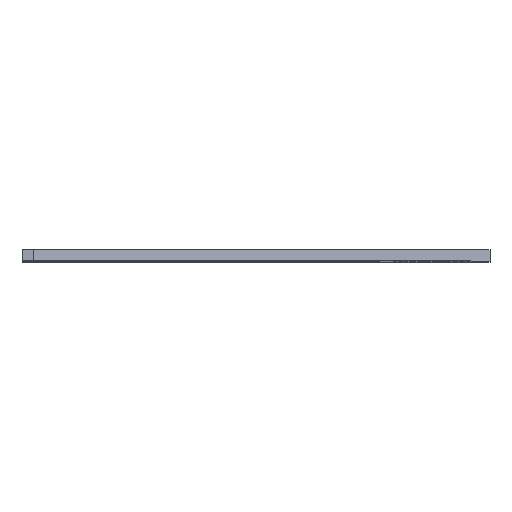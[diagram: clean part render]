
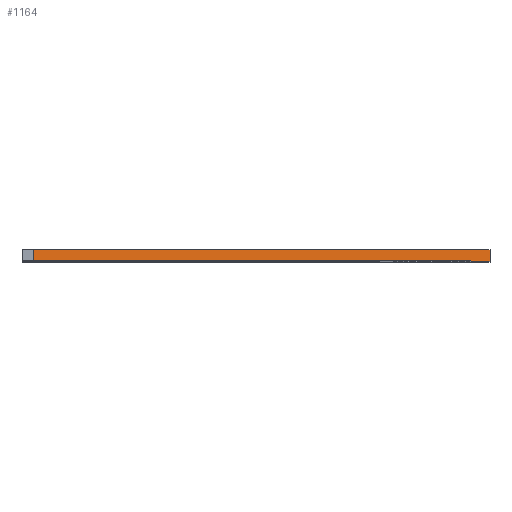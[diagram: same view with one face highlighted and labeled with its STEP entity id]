
A CAD part, top view. The second image highlights one B-rep face of the part: STEP entity #1164.
In plain terms, the highlighted planar face has unit normal (0.174, 0, 0.985).
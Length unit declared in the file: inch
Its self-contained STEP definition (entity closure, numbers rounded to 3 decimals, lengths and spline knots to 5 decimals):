
#46=PLANE('',#1280);
#104=FACE_OUTER_BOUND('',#162,.T.);
#162=EDGE_LOOP('',(#927,#928,#929,#930));
#272=LINE('',#1858,#404);
#273=LINE('',#1861,#405);
#274=LINE('',#1863,#406);
#275=LINE('',#1864,#407);
#404=VECTOR('',#1532,0.3937);
#405=VECTOR('',#1535,0.3937);
#406=VECTOR('',#1536,0.3937);
#407=VECTOR('',#1537,0.3937);
#569=VERTEX_POINT('',#1854);
#570=VERTEX_POINT('',#1856);
#571=VERTEX_POINT('',#1860);
#572=VERTEX_POINT('',#1862);
#720=EDGE_CURVE('',#569,#570,#272,.T.);
#721=EDGE_CURVE('',#571,#569,#273,.T.);
#722=EDGE_CURVE('',#572,#570,#274,.T.);
#723=EDGE_CURVE('',#571,#572,#275,.T.);
#927=ORIENTED_EDGE('',*,*,#721,.T.);
#928=ORIENTED_EDGE('',*,*,#720,.T.);
#929=ORIENTED_EDGE('',*,*,#722,.F.);
#930=ORIENTED_EDGE('',*,*,#723,.F.);
#1164=ADVANCED_FACE('',(#104),#46,.T.);
#1280=AXIS2_PLACEMENT_3D('',#1859,#1533,#1534);
#1532=DIRECTION('',(0.,1.,0.));
#1533=DIRECTION('center_axis',(0.174,0.,0.985));
#1534=DIRECTION('ref_axis',(0.985,0.,-0.174));
#1535=DIRECTION('',(0.985,0.,-0.174));
#1536=DIRECTION('',(0.985,0.,-0.174));
#1537=DIRECTION('',(0.,1.,0.));
#1854=CARTESIAN_POINT('',(16.8881,0.,-2.4073));
#1856=CARTESIAN_POINT('',(16.8881,0.4,-2.4073));
#1858=CARTESIAN_POINT('',(16.8881,0.,-2.4073));
#1859=CARTESIAN_POINT('Origin',(0.4,0.,0.5));
#1860=CARTESIAN_POINT('',(0.4,0.,0.5));
#1861=CARTESIAN_POINT('',(0.4,0.,0.5));
#1862=CARTESIAN_POINT('',(0.4,0.4,0.5));
#1863=CARTESIAN_POINT('',(0.4,0.4,0.5));
#1864=CARTESIAN_POINT('',(0.4,0.,0.5));
